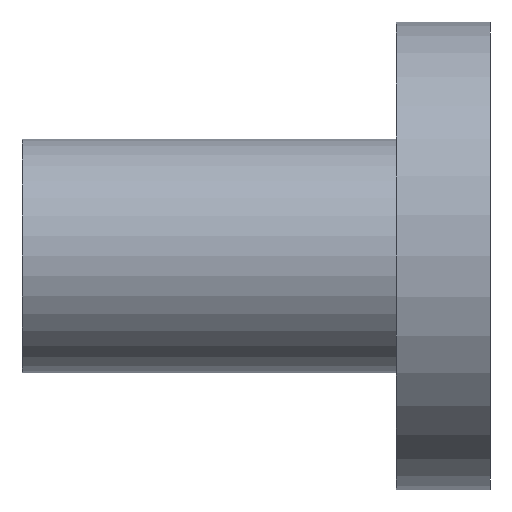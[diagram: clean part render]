
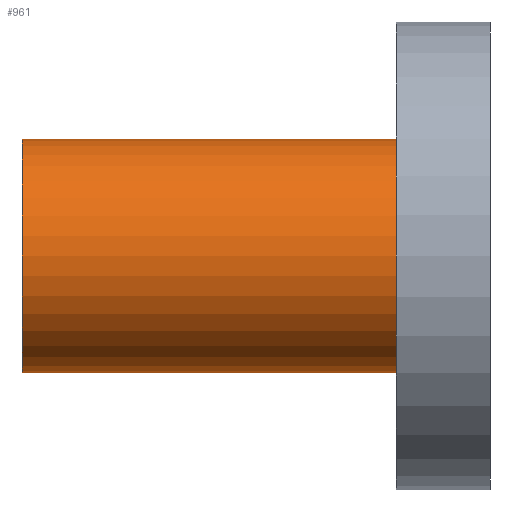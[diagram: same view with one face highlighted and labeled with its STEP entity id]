
A CAD part, left-side view. The second image highlights one B-rep face of the part: STEP entity #961.
In plain terms, the highlighted cylindrical face has radius 6.346 mm (diameter 12.692 mm), a partial arc.
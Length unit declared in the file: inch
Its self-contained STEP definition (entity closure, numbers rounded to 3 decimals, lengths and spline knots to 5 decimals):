
#34 = VECTOR ( 'NONE', #1317, 39.37008 ) ;
#124 = CYLINDRICAL_SURFACE ( 'NONE', #2144, 0.24985 ) ;
#132 = FACE_OUTER_BOUND ( 'NONE', #2285, .T. ) ;
#192 = CARTESIAN_POINT ( 'NONE',  ( 0., 1., 0. ) ) ;
#297 = DIRECTION ( 'NONE',  ( 0., 1., 0. ) ) ;
#321 = CARTESIAN_POINT ( 'NONE',  ( 0., 0.2, 0.24985 ) ) ;
#436 = AXIS2_PLACEMENT_3D ( 'NONE', #724, #2116, #925 ) ;
#443 = EDGE_CURVE ( 'NONE', #841, #2030, #565, .T. ) ;
#565 = CIRCLE ( 'NONE', #1690, 0.24985 ) ;
#606 = ORIENTED_EDGE ( 'NONE', *, *, #1345, .T. ) ;
#724 = CARTESIAN_POINT ( 'NONE',  ( 0., 0.2, 0. ) ) ;
#841 = VERTEX_POINT ( 'NONE', #2450 ) ;
#925 = DIRECTION ( 'NONE',  ( 0., 0., 1. ) ) ;
#942 = LINE ( 'NONE', #2521, #34 ) ;
#961 = ADVANCED_FACE ( 'NONE', ( #132 ), #124, .T. ) ;
#983 = CARTESIAN_POINT ( 'NONE',  ( 0., 1., 0.24985 ) ) ;
#1055 = ORIENTED_EDGE ( 'NONE', *, *, #2357, .F. ) ;
#1298 = CIRCLE ( 'NONE', #436, 0.24985 ) ;
#1317 = DIRECTION ( 'NONE',  ( 0., -1., 0. ) ) ;
#1318 = EDGE_CURVE ( 'NONE', #2592, #1324, #1298, .T. ) ;
#1324 = VERTEX_POINT ( 'NONE', #321 ) ;
#1345 = EDGE_CURVE ( 'NONE', #841, #2592, #942, .T. ) ;
#1478 = CARTESIAN_POINT ( 'NONE',  ( 0., 1., 0. ) ) ;
#1673 = DIRECTION ( 'NONE',  ( 0., 0., 1. ) ) ;
#1690 = AXIS2_PLACEMENT_3D ( 'NONE', #1478, #297, #1673 ) ;
#1853 = ORIENTED_EDGE ( 'NONE', *, *, #443, .F. ) ;
#1899 = ORIENTED_EDGE ( 'NONE', *, *, #1318, .T. ) ;
#1908 = VECTOR ( 'NONE', #1972, 39.37008 ) ;
#1972 = DIRECTION ( 'NONE',  ( 0., -1., 0. ) ) ;
#1986 = DIRECTION ( 'NONE',  ( 0., 0., -1. ) ) ;
#2030 = VERTEX_POINT ( 'NONE', #2095 ) ;
#2051 = CARTESIAN_POINT ( 'NONE',  ( 0., 0.2, -0.24985 ) ) ;
#2095 = CARTESIAN_POINT ( 'NONE',  ( 0., 1., 0.24985 ) ) ;
#2116 = DIRECTION ( 'NONE',  ( 0., 1., 0. ) ) ;
#2144 = AXIS2_PLACEMENT_3D ( 'NONE', #192, #2195, #1986 ) ;
#2195 = DIRECTION ( 'NONE',  ( 0., -1., 0. ) ) ;
#2285 = EDGE_LOOP ( 'NONE', ( #1055, #1853, #606, #1899 ) ) ;
#2357 = EDGE_CURVE ( 'NONE', #2030, #1324, #2504, .T. ) ;
#2450 = CARTESIAN_POINT ( 'NONE',  ( 0., 1., -0.24985 ) ) ;
#2504 = LINE ( 'NONE', #983, #1908 ) ;
#2521 = CARTESIAN_POINT ( 'NONE',  ( 0., 1., -0.24985 ) ) ;
#2592 = VERTEX_POINT ( 'NONE', #2051 ) ;
